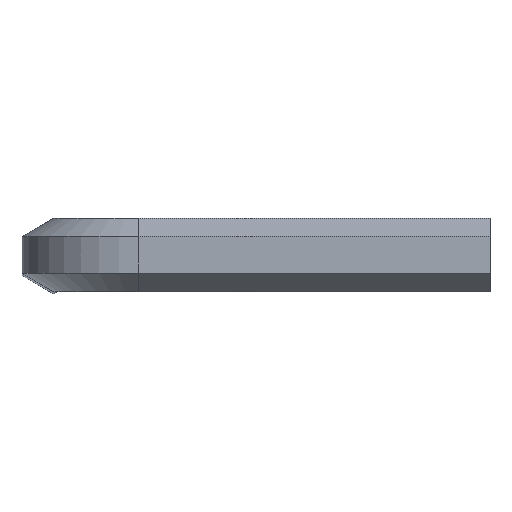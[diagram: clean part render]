
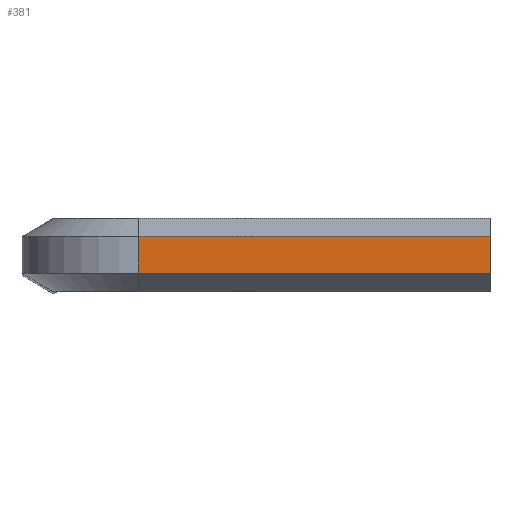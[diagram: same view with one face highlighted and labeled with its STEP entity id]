
A CAD part, top view. The second image highlights one B-rep face of the part: STEP entity #381.
In plain terms, the highlighted planar face has unit normal (0, 0, 1).
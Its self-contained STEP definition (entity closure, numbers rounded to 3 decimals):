
#201=CARTESIAN_POINT('POINT13',(4.,-0.866,
   63.5));
#202=VERTEX_POINT('VERTEX13',#201);
#210=CARTESIAN_POINT('POINT14',(4.,0.866,63.5
   ));
#211=VERTEX_POINT('VERTEX14',#210);
#212=CARTESIAN_POINT('POS27',(4.,0.866,63.5))
   ;
#213=DIRECTION('DIR35',(0.,-1.,0.));
#214=VECTOR('VEC19',#213,1.);
#215=LINE('STRAIGHT19',#212,#214);
#216=EDGE_CURVE('EDGE20',#211,#202,#215,.T.);
#351=CARTESIAN_POINT('POINT19',(20.5,-0.866,
   63.5));
#352=VERTEX_POINT('VERTEX19',#351);
#353=CARTESIAN_POINT('POS44',(4.,-0.866,63.5)
   );
#354=DIRECTION('DIR63',(1.,0.,0.));
#355=VECTOR('VEC25',#354,1.);
#356=LINE('STRAIGHT25',#353,#355);
#357=EDGE_CURVE('EDGE31',#352,#202,#356,.F.);
#358=ORIENTED_EDGE('COEDGE55',*,*,#357,.F.);
#359=CARTESIAN_POINT('POINT20',(20.5,0.866,
   63.5));
#360=VERTEX_POINT('VERTEX20',#359);
#361=CARTESIAN_POINT('POS45',(20.5,0.866,63.5)
   );
#362=DIRECTION('DIR64',(0.,-1.,0.));
#363=VECTOR('VEC26',#362,1.);
#364=LINE('STRAIGHT26',#361,#363);
#365=EDGE_CURVE('EDGE32',#352,#360,#364,.F.);
#366=ORIENTED_EDGE('COEDGE56',*,*,#365,.T.);
#367=CARTESIAN_POINT('POS46',(4.,0.866,63.5))
   ;
#368=DIRECTION('DIR65',(1.,0.,0.));
#369=VECTOR('VEC27',#368,1.);
#370=LINE('STRAIGHT27',#367,#369);
#371=EDGE_CURVE('EDGE33',#211,#360,#370,.T.);
#372=ORIENTED_EDGE('COEDGE57',*,*,#371,.F.);
#373=ORIENTED_EDGE('COEDGE58',*,*,#216,.T.);
#374=EDGE_LOOP('NONE',(#358,#366,#372,#373));
#375=FACE_BOUND('LOOP1',#374,.T.);
#376=CARTESIAN_POINT('POS47',(4.,0.866,63.5))
   ;
#377=DIRECTION('DIR66',(0.,0.,1.));
#378=DIRECTION('DIR67',(1.,0.,0.));
#379=AXIS2_PLACEMENT_3D('AXIS20',#376,#377,#378);
#380=PLANE('PLANE8',#379);
#381=ADVANCED_FACE('FACE14',(#375),#380,.T.);
